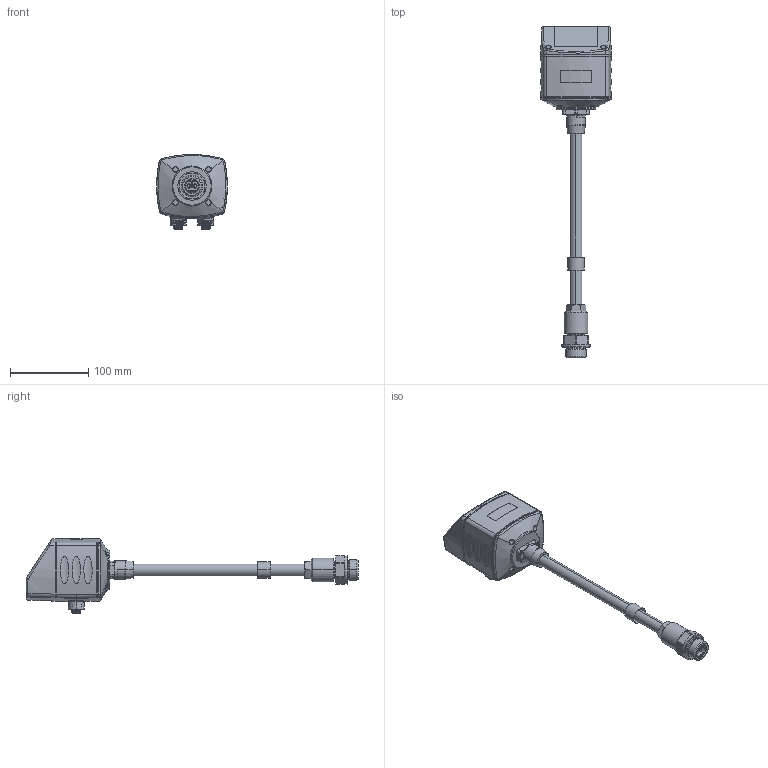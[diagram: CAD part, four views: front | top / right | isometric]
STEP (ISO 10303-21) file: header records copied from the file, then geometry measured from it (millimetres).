
FILE_DESCRIPTION((''),'2;1');
FILE_NAME('S430_G_3_4','2022-08-04T13:04:18',('jj'),(''),'CREO PARAMETRIC BY PTC INC, 2018100','CREO PARAMETRIC BY PTC INC, 2018100','');
FILE_SCHEMA(('CONFIG_CONTROL_DESIGN','SHAPE_APPEARANCE_LAYERS_GROUPS'));
Length unit declared in the file: millimetre
Products named in the file (1): S430_G_3_4
Bounding box: 90 x 423 x 95.3 mm (x, y, z)
Volume: 690657.5 mm3; surface area: 82918.2 mm2
Topology: 1 solids, 41 shells, 748 faces, 1989 edges, 1342 vertices
Faces by surface type: cylinder 319, plane 176, cone 119, bspline 99, torus 33, sphere 2
Entity records: 36118 total; most frequent: CARTESIAN_POINT 16970, ORIENTED_EDGE 3760, DIRECTION 3511, EDGE_CURVE 1985, AXIS2_PLACEMENT_3D 1468, VERTEX_POINT 1342, EDGE_LOOP 827, CIRCLE 818
